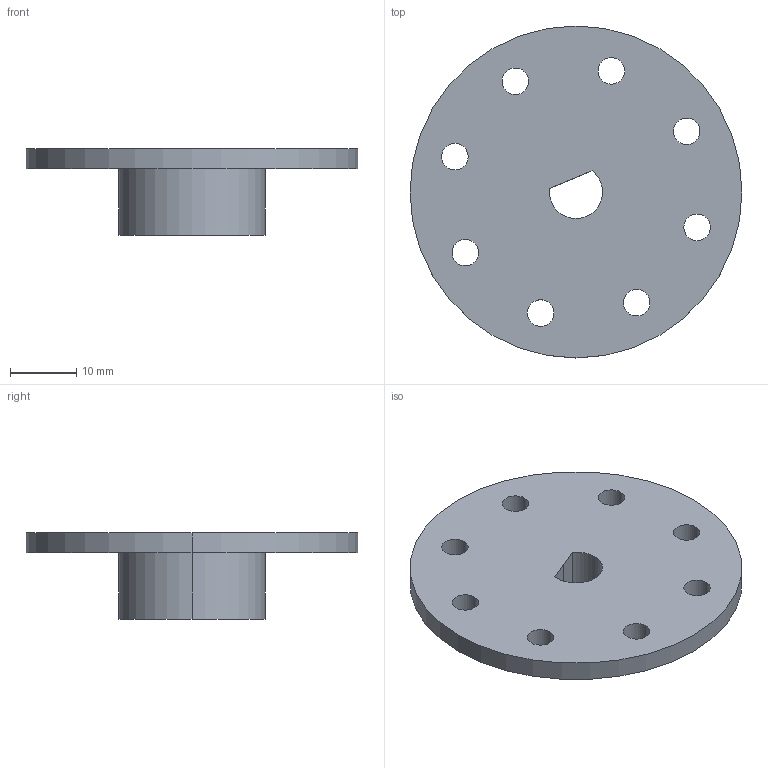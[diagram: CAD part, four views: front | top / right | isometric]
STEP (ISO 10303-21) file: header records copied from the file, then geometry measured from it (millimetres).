
FILE_DESCRIPTION (( 'STEP AP203' ), '1' );
FILE_NAME ('D倰粣嗆攫.STEP', '2022-04-08T06:11:53', ( '' ), ( '' ), 'SwSTEP 2.0', 'SolidWorks 2020', '' );
FILE_SCHEMA (( 'CONFIG_CONTROL_DESIGN' ));
Length unit declared in the file: millimetre
Products named in the file (1): D倰粣嗆攫
Bounding box: 50 x 50 x 13 mm (x, y, z)
Volume: 8863.7 mm3; surface area: 5417.1 mm2
Topology: 1 solids, 1 shells, 28 faces, 75 edges, 50 vertices
Faces by surface type: cylinder 23, plane 5
Entity records: 1018 total; most frequent: DIRECTION 179, CARTESIAN_POINT 154, ORIENTED_EDGE 150, AXIS2_PLACEMENT_3D 75, EDGE_CURVE 75, VERTEX_POINT 50, EDGE_LOOP 47, CIRCLE 46
